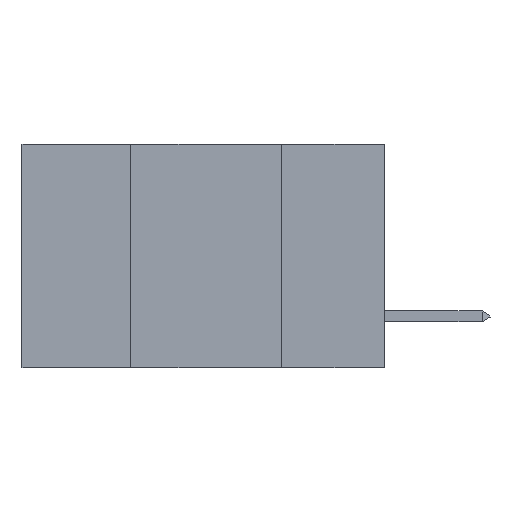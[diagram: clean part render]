
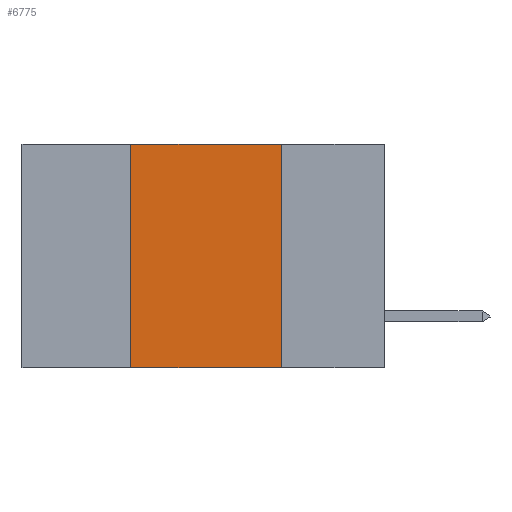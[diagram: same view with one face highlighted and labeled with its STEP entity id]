
A CAD part, left-side view. The second image highlights one B-rep face of the part: STEP entity #6775.
In plain terms, the highlighted planar face has unit normal (-1, 0, 0).
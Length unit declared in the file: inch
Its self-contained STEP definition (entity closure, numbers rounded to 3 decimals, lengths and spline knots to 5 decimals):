
#119 = VERTEX_POINT ( 'NONE', #1400 ) ;
#370 = CARTESIAN_POINT ( 'NONE',  ( 0., 0.42, 0. ) ) ;
#1400 = CARTESIAN_POINT ( 'NONE',  ( 0., 0.17, -0.37 ) ) ;
#1948 = CARTESIAN_POINT ( 'NONE',  ( 0., 0.6, 0. ) ) ;
#2065 = CARTESIAN_POINT ( 'NONE',  ( 0., 0.42, -0.37 ) ) ;
#2153 = CARTESIAN_POINT ( 'NONE',  ( 0., 0.17, 0. ) ) ;
#2163 = AXIS2_PLACEMENT_3D ( 'NONE', #1948, #11427, #9480 ) ;
#2772 = VECTOR ( 'NONE', #7873, 39.37008 ) ;
#2956 = ORIENTED_EDGE ( 'NONE', *, *, #6912, .F. ) ;
#3012 = DIRECTION ( 'NONE',  ( 0., -1., 0. ) ) ;
#3077 = LINE ( 'NONE', #370, #6274 ) ;
#3361 = EDGE_CURVE ( 'NONE', #5325, #8294, #11779, .T. ) ;
#3653 = CARTESIAN_POINT ( 'NONE',  ( 0., 0.17, 0. ) ) ;
#4196 = CARTESIAN_POINT ( 'NONE',  ( 0., 0.6, -0.37 ) ) ;
#4390 = CARTESIAN_POINT ( 'NONE',  ( 0., 0.42, 0. ) ) ;
#4658 = ORIENTED_EDGE ( 'NONE', *, *, #3361, .F. ) ;
#4881 = VERTEX_POINT ( 'NONE', #2065 ) ;
#5325 = VERTEX_POINT ( 'NONE', #4390 ) ;
#5599 = ORIENTED_EDGE ( 'NONE', *, *, #6716, .F. ) ;
#5629 = DIRECTION ( 'NONE',  ( 0., 0., 1. ) ) ;
#6274 = VECTOR ( 'NONE', #5629, 39.37008 ) ;
#6716 = EDGE_CURVE ( 'NONE', #4881, #5325, #3077, .T. ) ;
#6775 = ADVANCED_FACE ( 'NONE', ( #8014 ), #9437, .F. ) ;
#6912 = EDGE_CURVE ( 'NONE', #8294, #119, #11970, .T. ) ;
#7072 = VECTOR ( 'NONE', #3012, 39.37008 ) ;
#7432 = EDGE_LOOP ( 'NONE', ( #2956, #4658, #5599, #8762 ) ) ;
#7854 = VECTOR ( 'NONE', #9693, 39.37008 ) ;
#7873 = DIRECTION ( 'NONE',  ( 0., -1., 0. ) ) ;
#8014 = FACE_OUTER_BOUND ( 'NONE', #7432, .T. ) ;
#8053 = EDGE_CURVE ( 'NONE', #4881, #119, #11548, .T. ) ;
#8294 = VERTEX_POINT ( 'NONE', #3653 ) ;
#8762 = ORIENTED_EDGE ( 'NONE', *, *, #8053, .T. ) ;
#9388 = CARTESIAN_POINT ( 'NONE',  ( 0., 0.6, 0. ) ) ;
#9437 = PLANE ( 'NONE',  #2163 ) ;
#9480 = DIRECTION ( 'NONE',  ( 0., 0., -1. ) ) ;
#9693 = DIRECTION ( 'NONE',  ( 0., 0., -1. ) ) ;
#11427 = DIRECTION ( 'NONE',  ( 1., 0., 0. ) ) ;
#11548 = LINE ( 'NONE', #4196, #2772 ) ;
#11779 = LINE ( 'NONE', #9388, #7072 ) ;
#11970 = LINE ( 'NONE', #2153, #7854 ) ;
